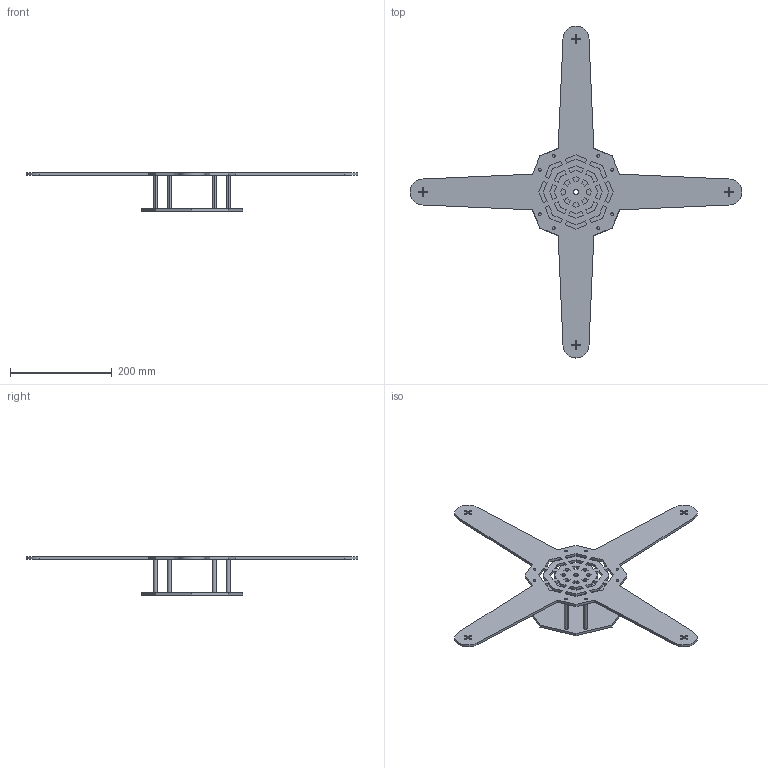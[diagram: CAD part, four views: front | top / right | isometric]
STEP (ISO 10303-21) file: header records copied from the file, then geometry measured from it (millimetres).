
FILE_DESCRIPTION (( 'STEP AP203' ), '1' );
FILE_NAME ('base_link.STEP', '2020-07-06T22:12:06', ( '' ), ( '' ), 'SwSTEP 2.0', 'SolidWorks 2019', '' );
FILE_SCHEMA (( 'CONFIG_CONTROL_DESIGN' ));
Length unit declared in the file: millimetre
Products named in the file (5): SimpleRod; BottomPlate; base_link; UpperPlate; Quad
Assembly tree (11 placements, depth 3):
  base_link
    Quad
      UpperPlate
      SimpleRod  x8
      BottomPlate
Bounding box: 651 x 651 x 75 mm (x, y, z)
Volume: 549431.5 mm3; surface area: 249100.2 mm2
Topology: 10 solids, 10 shells, 285 faces, 795 edges, 530 vertices
Faces by surface type: plane 188, cylinder 97
Entity records: 9512 total; most frequent: CARTESIAN_POINT 1527, ORIENTED_EDGE 1506, DIRECTION 1463, EDGE_CURVE 753, VECTOR 587, LINE 587, VERTEX_POINT 502, AXIS2_PLACEMENT_3D 438
